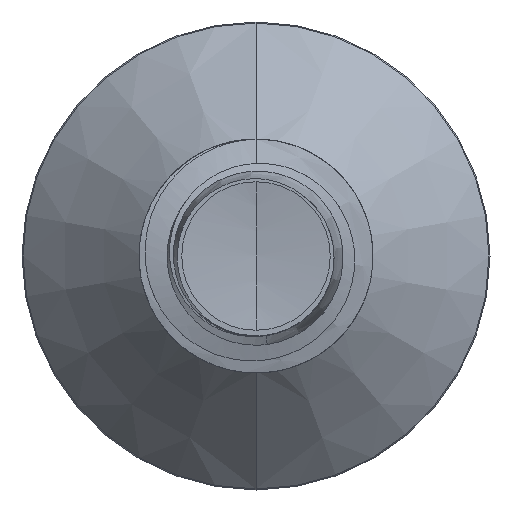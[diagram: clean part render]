
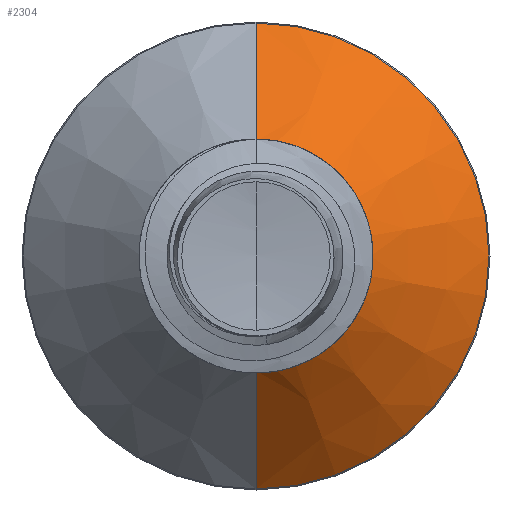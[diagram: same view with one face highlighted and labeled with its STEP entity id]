
A CAD part, front view. The second image highlights one B-rep face of the part: STEP entity #2304.
In plain terms, the highlighted conical face has half-angle 45 degrees and reference radius 1.08 mm.
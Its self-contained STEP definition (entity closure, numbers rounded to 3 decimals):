
#129 = CONICAL_SURFACE ( 'NONE', #17613, 1.08, 0.785 ) ;
#1381 = CARTESIAN_POINT ( 'NONE',  ( 0., 7.53, -1.08 ) ) ;
#2304 = ADVANCED_FACE ( 'NONE', ( #6148 ), #129, .T. ) ;
#3742 = AXIS2_PLACEMENT_3D ( 'NONE', #16942, #7113, #18605 ) ;
#3770 = VERTEX_POINT ( 'NONE', #7461 ) ;
#5435 = CIRCLE ( 'NONE', #12325, 2.19 ) ;
#5742 = VERTEX_POINT ( 'NONE', #20735 ) ;
#5848 = VERTEX_POINT ( 'NONE', #20809 ) ;
#6148 = FACE_OUTER_BOUND ( 'NONE', #10182, .T. ) ;
#6706 = EDGE_CURVE ( 'NONE', #3770, #5742, #19402, .T. ) ;
#7113 = DIRECTION ( 'NONE',  ( 0., 1., 0. ) ) ;
#7143 = CARTESIAN_POINT ( 'NONE',  ( 0., 7.53, 0. ) ) ;
#7461 = CARTESIAN_POINT ( 'NONE',  ( 0., 7.53, 1.08 ) ) ;
#7561 = CARTESIAN_POINT ( 'NONE',  ( 0., 8.64, 0. ) ) ;
#7851 = EDGE_CURVE ( 'NONE', #3770, #5848, #16829, .T. ) ;
#8114 = VECTOR ( 'NONE', #9889, 1000. ) ;
#8606 = DIRECTION ( 'NONE',  ( 0., 1., 0. ) ) ;
#8681 = CARTESIAN_POINT ( 'NONE',  ( 0., 8.64, -2.19 ) ) ;
#9228 = DIRECTION ( 'NONE',  ( 0., 0., 1. ) ) ;
#9889 = DIRECTION ( 'NONE',  ( 0., 0.707, 0.707 ) ) ;
#10182 = EDGE_LOOP ( 'NONE', ( #14113, #13976, #17825, #13739 ) ) ;
#11420 = LINE ( 'NONE', #1381, #20114 ) ;
#12325 = AXIS2_PLACEMENT_3D ( 'NONE', #7561, #19037, #9228 ) ;
#13739 = ORIENTED_EDGE ( 'NONE', *, *, #7851, .F. ) ;
#13976 = ORIENTED_EDGE ( 'NONE', *, *, #15655, .T. ) ;
#14113 = ORIENTED_EDGE ( 'NONE', *, *, #6706, .T. ) ;
#15655 = EDGE_CURVE ( 'NONE', #5742, #15874, #11420, .T. ) ;
#15874 = VERTEX_POINT ( 'NONE', #8681 ) ;
#16399 = EDGE_CURVE ( 'NONE', #5848, #15874, #5435, .T. ) ;
#16829 = LINE ( 'NONE', #21334, #8114 ) ;
#16942 = CARTESIAN_POINT ( 'NONE',  ( 0., 7.53, 0. ) ) ;
#17613 = AXIS2_PLACEMENT_3D ( 'NONE', #7143, #8606, #18417 ) ;
#17825 = ORIENTED_EDGE ( 'NONE', *, *, #16399, .F. ) ;
#18417 = DIRECTION ( 'NONE',  ( 0., 0., 1. ) ) ;
#18605 = DIRECTION ( 'NONE',  ( 0., 0., 1. ) ) ;
#19037 = DIRECTION ( 'NONE',  ( 0., 1., 0. ) ) ;
#19402 = CIRCLE ( 'NONE', #3742, 1.08 ) ;
#19634 = DIRECTION ( 'NONE',  ( 0., 0.707, -0.707 ) ) ;
#20114 = VECTOR ( 'NONE', #19634, 1000. ) ;
#20735 = CARTESIAN_POINT ( 'NONE',  ( 0., 7.53, -1.08 ) ) ;
#20809 = CARTESIAN_POINT ( 'NONE',  ( 0., 8.64, 2.19 ) ) ;
#21334 = CARTESIAN_POINT ( 'NONE',  ( 0., 7.53, 1.08 ) ) ;
